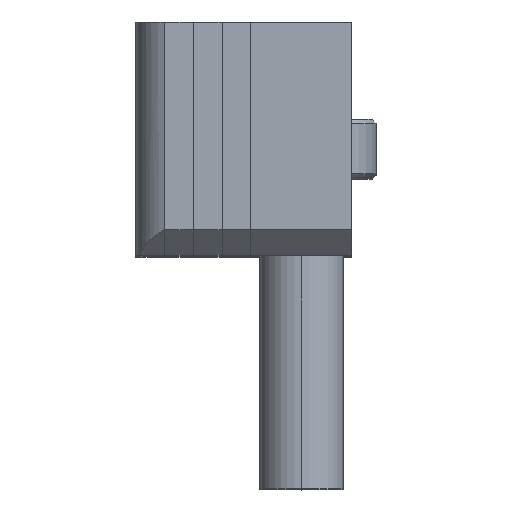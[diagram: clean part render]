
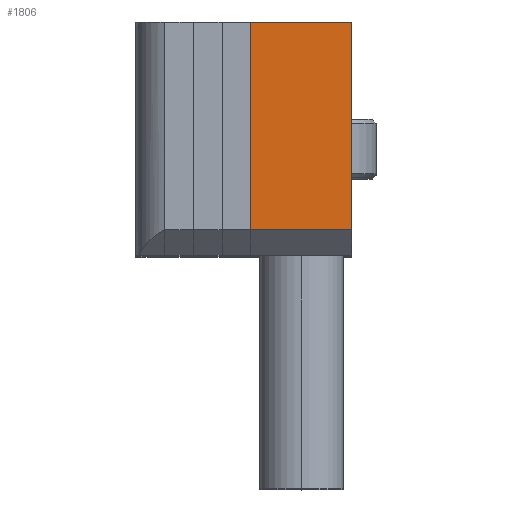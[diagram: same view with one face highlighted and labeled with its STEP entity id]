
A CAD part, top view. The second image highlights one B-rep face of the part: STEP entity #1806.
In plain terms, the highlighted planar face has unit normal (0, 0, 1).
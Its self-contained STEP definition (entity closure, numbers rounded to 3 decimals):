
#178 = LINE ( 'NONE', #5033, #5505 ) ;
#560 = CARTESIAN_POINT ( 'NONE',  ( 2.6, -4.2, 30. ) ) ;
#1337 = CARTESIAN_POINT ( 'NONE',  ( -2.6, 6.5, 30. ) ) ;
#1341 = EDGE_CURVE ( 'NONE', #1732, #7192, #2048, .T. ) ;
#1392 = ORIENTED_EDGE ( 'NONE', *, *, #7175, .F. ) ;
#1419 = FACE_OUTER_BOUND ( 'NONE', #4648, .T. ) ;
#1732 = VERTEX_POINT ( 'NONE', #2641 ) ;
#1806 = ADVANCED_FACE ( 'NONE', ( #1419 ), #5550, .F. ) ;
#1971 = DIRECTION ( 'NONE',  ( 0., 0., -1. ) ) ;
#1997 = EDGE_CURVE ( 'NONE', #7192, #2277, #2372, .T. ) ;
#2048 = LINE ( 'NONE', #4457, #5071 ) ;
#2072 = DIRECTION ( 'NONE',  ( 0., -1., 0. ) ) ;
#2277 = VERTEX_POINT ( 'NONE', #2756 ) ;
#2372 = LINE ( 'NONE', #7203, #6966 ) ;
#2562 = CARTESIAN_POINT ( 'NONE',  ( 2.6, 0., 30. ) ) ;
#2641 = CARTESIAN_POINT ( 'NONE',  ( 2.6, 6.5, 30. ) ) ;
#2756 = CARTESIAN_POINT ( 'NONE',  ( -2.6, -4.2, 30. ) ) ;
#2803 = CARTESIAN_POINT ( 'NONE',  ( 2.6, -4.2, 30. ) ) ;
#3194 = VECTOR ( 'NONE', #7017, 1000. ) ;
#3294 = ORIENTED_EDGE ( 'NONE', *, *, #1341, .T. ) ;
#3742 = EDGE_CURVE ( 'NONE', #5275, #2277, #4454, .T. ) ;
#3865 = DIRECTION ( 'NONE',  ( -1., 0., 0. ) ) ;
#4454 = LINE ( 'NONE', #2803, #3194 ) ;
#4457 = CARTESIAN_POINT ( 'NONE',  ( 2.6, 6.5, 30. ) ) ;
#4648 = EDGE_LOOP ( 'NONE', ( #4803, #6953, #1392, #3294 ) ) ;
#4803 = ORIENTED_EDGE ( 'NONE', *, *, #1997, .T. ) ;
#5033 = CARTESIAN_POINT ( 'NONE',  ( 2.6, 0., 30. ) ) ;
#5071 = VECTOR ( 'NONE', #3865, 1000. ) ;
#5275 = VERTEX_POINT ( 'NONE', #560 ) ;
#5505 = VECTOR ( 'NONE', #2072, 1000. ) ;
#5550 = PLANE ( 'NONE',  #6832 ) ;
#6832 = AXIS2_PLACEMENT_3D ( 'NONE', #2562, #1971, #7287 ) ;
#6953 = ORIENTED_EDGE ( 'NONE', *, *, #3742, .F. ) ;
#6966 = VECTOR ( 'NONE', #7709, 1000. ) ;
#7017 = DIRECTION ( 'NONE',  ( -1., 0., 0. ) ) ;
#7175 = EDGE_CURVE ( 'NONE', #1732, #5275, #178, .T. ) ;
#7192 = VERTEX_POINT ( 'NONE', #1337 ) ;
#7203 = CARTESIAN_POINT ( 'NONE',  ( -2.6, 0., 30. ) ) ;
#7287 = DIRECTION ( 'NONE',  ( -1., 0., 0. ) ) ;
#7709 = DIRECTION ( 'NONE',  ( 0., -1., 0. ) ) ;
